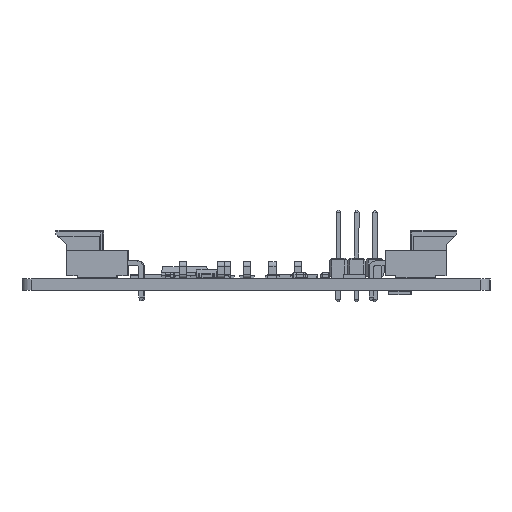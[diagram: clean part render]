
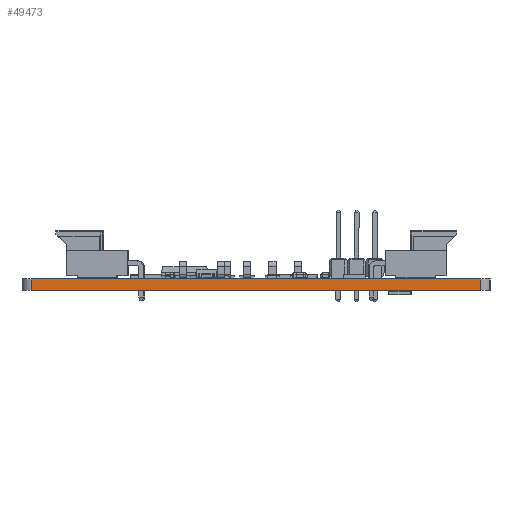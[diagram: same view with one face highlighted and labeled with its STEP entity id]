
A CAD part, left-side view. The second image highlights one B-rep face of the part: STEP entity #49473.
In plain terms, the highlighted planar face has unit normal (-1, 0, 0).
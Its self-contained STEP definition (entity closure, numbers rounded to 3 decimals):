
#49355 = EDGE_CURVE('',#49356,#49358,#49360,.T.);
#49356 = VERTEX_POINT('',#49357);
#49357 = CARTESIAN_POINT('',(17.272,-136.906,0.));
#49358 = VERTEX_POINT('',#49359);
#49359 = CARTESIAN_POINT('',(17.272,-136.906,1.6));
#49360 = SURFACE_CURVE('',#49361,(#49365,#49377),.PCURVE_S1.);
#49361 = LINE('',#49362,#49363);
#49362 = CARTESIAN_POINT('',(17.272,-136.906,0.));
#49363 = VECTOR('',#49364,1.);
#49364 = DIRECTION('',(0.,0.,1.));
#49365 = PCURVE('',#49366,#49371);
#49366 = CYLINDRICAL_SURFACE('',#49367,1.27);
#49367 = AXIS2_PLACEMENT_3D('',#49368,#49369,#49370);
#49368 = CARTESIAN_POINT('',(18.542,-136.906,0.));
#49369 = DIRECTION('',(-0.,-0.,-1.));
#49370 = DIRECTION('',(1.,0.,-0.));
#49371 = DEFINITIONAL_REPRESENTATION('',(#49372),#49376);
#49372 = LINE('',#49373,#49374);
#49373 = CARTESIAN_POINT('',(-3.142,0.));
#49374 = VECTOR('',#49375,1.);
#49375 = DIRECTION('',(-0.,-1.));
#49376 = ( GEOMETRIC_REPRESENTATION_CONTEXT(2) 
PARAMETRIC_REPRESENTATION_CONTEXT() REPRESENTATION_CONTEXT('2D SPACE',''
  ) );
#49377 = PCURVE('',#49378,#49383);
#49378 = PLANE('',#49379);
#49379 = AXIS2_PLACEMENT_3D('',#49380,#49381,#49382);
#49380 = CARTESIAN_POINT('',(17.272,-136.906,0.));
#49381 = DIRECTION('',(-1.,0.,0.));
#49382 = DIRECTION('',(0.,1.,0.));
#49383 = DEFINITIONAL_REPRESENTATION('',(#49384),#49388);
#49384 = LINE('',#49385,#49386);
#49385 = CARTESIAN_POINT('',(0.,0.));
#49386 = VECTOR('',#49387,1.);
#49387 = DIRECTION('',(0.,-1.));
#49388 = ( GEOMETRIC_REPRESENTATION_CONTEXT(2) 
PARAMETRIC_REPRESENTATION_CONTEXT() REPRESENTATION_CONTEXT('2D SPACE',''
  ) );
#49407 = PLANE('',#49408);
#49408 = AXIS2_PLACEMENT_3D('',#49409,#49410,#49411);
#49409 = CARTESIAN_POINT('',(78.74,-105.664,1.6));
#49410 = DIRECTION('',(0.,0.,1.));
#49411 = DIRECTION('',(1.,0.,-0.));
#49462 = PLANE('',#49463);
#49463 = AXIS2_PLACEMENT_3D('',#49464,#49465,#49466);
#49464 = CARTESIAN_POINT('',(78.74,-105.664,0.));
#49465 = DIRECTION('',(0.,0.,1.));
#49466 = DIRECTION('',(1.,0.,-0.));
#49473 = ADVANCED_FACE('',(#49474),#49378,.T.);
#49474 = FACE_BOUND('',#49475,.T.);
#49475 = EDGE_LOOP('',(#49476,#49477,#49500,#49528));
#49476 = ORIENTED_EDGE('',*,*,#49355,.T.);
#49477 = ORIENTED_EDGE('',*,*,#49478,.T.);
#49478 = EDGE_CURVE('',#49358,#49479,#49481,.T.);
#49479 = VERTEX_POINT('',#49480);
#49480 = CARTESIAN_POINT('',(17.272,-74.422,1.6));
#49481 = SURFACE_CURVE('',#49482,(#49486,#49493),.PCURVE_S1.);
#49482 = LINE('',#49483,#49484);
#49483 = CARTESIAN_POINT('',(17.272,-136.906,1.6));
#49484 = VECTOR('',#49485,1.);
#49485 = DIRECTION('',(0.,1.,0.));
#49486 = PCURVE('',#49378,#49487);
#49487 = DEFINITIONAL_REPRESENTATION('',(#49488),#49492);
#49488 = LINE('',#49489,#49490);
#49489 = CARTESIAN_POINT('',(0.,-1.6));
#49490 = VECTOR('',#49491,1.);
#49491 = DIRECTION('',(1.,0.));
#49492 = ( GEOMETRIC_REPRESENTATION_CONTEXT(2) 
PARAMETRIC_REPRESENTATION_CONTEXT() REPRESENTATION_CONTEXT('2D SPACE',''
  ) );
#49493 = PCURVE('',#49407,#49494);
#49494 = DEFINITIONAL_REPRESENTATION('',(#49495),#49499);
#49495 = LINE('',#49496,#49497);
#49496 = CARTESIAN_POINT('',(-61.468,-31.242));
#49497 = VECTOR('',#49498,1.);
#49498 = DIRECTION('',(0.,1.));
#49499 = ( GEOMETRIC_REPRESENTATION_CONTEXT(2) 
PARAMETRIC_REPRESENTATION_CONTEXT() REPRESENTATION_CONTEXT('2D SPACE',''
  ) );
#49500 = ORIENTED_EDGE('',*,*,#49501,.F.);
#49501 = EDGE_CURVE('',#49502,#49479,#49504,.T.);
#49502 = VERTEX_POINT('',#49503);
#49503 = CARTESIAN_POINT('',(17.272,-74.422,0.));
#49504 = SURFACE_CURVE('',#49505,(#49509,#49516),.PCURVE_S1.);
#49505 = LINE('',#49506,#49507);
#49506 = CARTESIAN_POINT('',(17.272,-74.422,0.));
#49507 = VECTOR('',#49508,1.);
#49508 = DIRECTION('',(0.,0.,1.));
#49509 = PCURVE('',#49378,#49510);
#49510 = DEFINITIONAL_REPRESENTATION('',(#49511),#49515);
#49511 = LINE('',#49512,#49513);
#49512 = CARTESIAN_POINT('',(62.484,0.));
#49513 = VECTOR('',#49514,1.);
#49514 = DIRECTION('',(0.,-1.));
#49515 = ( GEOMETRIC_REPRESENTATION_CONTEXT(2) 
PARAMETRIC_REPRESENTATION_CONTEXT() REPRESENTATION_CONTEXT('2D SPACE',''
  ) );
#49516 = PCURVE('',#49517,#49522);
#49517 = CYLINDRICAL_SURFACE('',#49518,1.27);
#49518 = AXIS2_PLACEMENT_3D('',#49519,#49520,#49521);
#49519 = CARTESIAN_POINT('',(18.542,-74.422,0.));
#49520 = DIRECTION('',(-0.,-0.,-1.));
#49521 = DIRECTION('',(1.,0.,-0.));
#49522 = DEFINITIONAL_REPRESENTATION('',(#49523),#49527);
#49523 = LINE('',#49524,#49525);
#49524 = CARTESIAN_POINT('',(-3.142,0.));
#49525 = VECTOR('',#49526,1.);
#49526 = DIRECTION('',(-0.,-1.));
#49527 = ( GEOMETRIC_REPRESENTATION_CONTEXT(2) 
PARAMETRIC_REPRESENTATION_CONTEXT() REPRESENTATION_CONTEXT('2D SPACE',''
  ) );
#49528 = ORIENTED_EDGE('',*,*,#49529,.F.);
#49529 = EDGE_CURVE('',#49356,#49502,#49530,.T.);
#49530 = SURFACE_CURVE('',#49531,(#49535,#49542),.PCURVE_S1.);
#49531 = LINE('',#49532,#49533);
#49532 = CARTESIAN_POINT('',(17.272,-136.906,0.));
#49533 = VECTOR('',#49534,1.);
#49534 = DIRECTION('',(0.,1.,0.));
#49535 = PCURVE('',#49378,#49536);
#49536 = DEFINITIONAL_REPRESENTATION('',(#49537),#49541);
#49537 = LINE('',#49538,#49539);
#49538 = CARTESIAN_POINT('',(0.,0.));
#49539 = VECTOR('',#49540,1.);
#49540 = DIRECTION('',(1.,0.));
#49541 = ( GEOMETRIC_REPRESENTATION_CONTEXT(2) 
PARAMETRIC_REPRESENTATION_CONTEXT() REPRESENTATION_CONTEXT('2D SPACE',''
  ) );
#49542 = PCURVE('',#49462,#49543);
#49543 = DEFINITIONAL_REPRESENTATION('',(#49544),#49548);
#49544 = LINE('',#49545,#49546);
#49545 = CARTESIAN_POINT('',(-61.468,-31.242));
#49546 = VECTOR('',#49547,1.);
#49547 = DIRECTION('',(0.,1.));
#49548 = ( GEOMETRIC_REPRESENTATION_CONTEXT(2) 
PARAMETRIC_REPRESENTATION_CONTEXT() REPRESENTATION_CONTEXT('2D SPACE',''
  ) );
